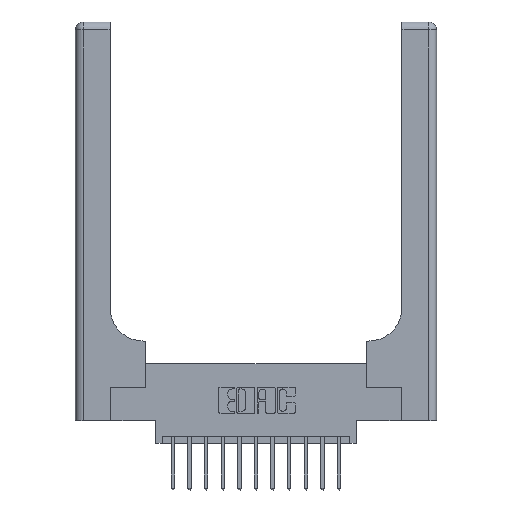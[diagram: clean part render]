
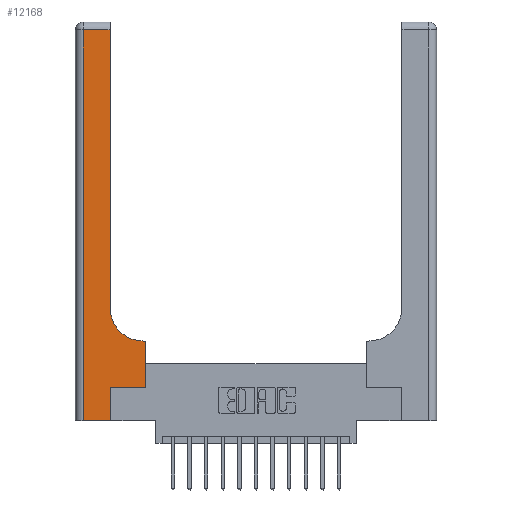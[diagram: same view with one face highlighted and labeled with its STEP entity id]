
A CAD part, top view. The second image highlights one B-rep face of the part: STEP entity #12168.
In plain terms, the highlighted planar face has unit normal (0, 0, 1).
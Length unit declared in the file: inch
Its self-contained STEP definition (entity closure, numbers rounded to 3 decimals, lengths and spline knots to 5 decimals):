
#365 = VERTEX_POINT ( 'NONE', #12008 ) ;
#417 = LINE ( 'NONE', #7816, #12083 ) ;
#644 = LINE ( 'NONE', #2160, #12405 ) ;
#675 = VERTEX_POINT ( 'NONE', #15359 ) ;
#1030 = DIRECTION ( 'NONE',  ( 1., 0., 0. ) ) ;
#1044 = DIRECTION ( 'NONE',  ( -1., 0., 0. ) ) ;
#1227 = DIRECTION ( 'NONE',  ( 0., 1., 0. ) ) ;
#1541 = LINE ( 'NONE', #10719, #7496 ) ;
#1634 = DIRECTION ( 'NONE',  ( 0., -1., 0. ) ) ;
#1637 = EDGE_LOOP ( 'NONE', ( #13286, #9065, #13065, #17107, #11546, #6695, #5741, #2755, #9162 ) ) ;
#1845 = LINE ( 'NONE', #7201, #14294 ) ;
#2160 = CARTESIAN_POINT ( 'NONE',  ( 0.265, 0.25, 0.37 ) ) ;
#2230 = CARTESIAN_POINT ( 'NONE',  ( 0.06, 0., 0.37 ) ) ;
#2349 = FACE_OUTER_BOUND ( 'NONE', #1637, .T. ) ;
#2438 = PLANE ( 'NONE',  #4726 ) ;
#2706 = VECTOR ( 'NONE', #1634, 39.37008 ) ;
#2755 = ORIENTED_EDGE ( 'NONE', *, *, #5273, .T. ) ;
#3675 = CARTESIAN_POINT ( 'NONE',  ( 0.265, 0., 0.37 ) ) ;
#3982 = AXIS2_PLACEMENT_3D ( 'NONE', #7467, #6173, #14028 ) ;
#4274 = CARTESIAN_POINT ( 'NONE',  ( 0.06, 3., 0.37 ) ) ;
#4324 = EDGE_CURVE ( 'NONE', #10977, #12583, #1541, .T. ) ;
#4726 = AXIS2_PLACEMENT_3D ( 'NONE', #12551, #16523, #7611 ) ;
#4781 = LINE ( 'NONE', #12919, #9933 ) ;
#4796 = CARTESIAN_POINT ( 'NONE',  ( 0., 2.94, 0.37 ) ) ;
#4961 = VERTEX_POINT ( 'NONE', #2230 ) ;
#5273 = EDGE_CURVE ( 'NONE', #12583, #8185, #1845, .T. ) ;
#5741 = ORIENTED_EDGE ( 'NONE', *, *, #4324, .T. ) ;
#6163 = CIRCLE ( 'NONE', #3982, 0.25 ) ;
#6173 = DIRECTION ( 'NONE',  ( 0., 0., -1. ) ) ;
#6227 = VERTEX_POINT ( 'NONE', #13494 ) ;
#6328 = LINE ( 'NONE', #4796, #7702 ) ;
#6583 = EDGE_CURVE ( 'NONE', #365, #4961, #9465, .T. ) ;
#6695 = ORIENTED_EDGE ( 'NONE', *, *, #15905, .T. ) ;
#7201 = CARTESIAN_POINT ( 'NONE',  ( 0.26, 0.6, 0.37 ) ) ;
#7467 = CARTESIAN_POINT ( 'NONE',  ( 0.51, 0.85, 0.37 ) ) ;
#7485 = VERTEX_POINT ( 'NONE', #9490 ) ;
#7496 = VECTOR ( 'NONE', #14712, 39.37008 ) ;
#7611 = DIRECTION ( 'NONE',  ( -1., 0., 0. ) ) ;
#7702 = VECTOR ( 'NONE', #1044, 39.37008 ) ;
#7816 = CARTESIAN_POINT ( 'NONE',  ( 0.26, 3., 0.37 ) ) ;
#7819 = DIRECTION ( 'NONE',  ( 0., 1., 0. ) ) ;
#8185 = VERTEX_POINT ( 'NONE', #10342 ) ;
#8517 = EDGE_CURVE ( 'NONE', #15658, #7485, #13131, .T. ) ;
#9065 = ORIENTED_EDGE ( 'NONE', *, *, #15603, .T. ) ;
#9162 = ORIENTED_EDGE ( 'NONE', *, *, #13880, .T. ) ;
#9465 = LINE ( 'NONE', #4274, #2706 ) ;
#9490 = CARTESIAN_POINT ( 'NONE',  ( 0.265, 0.25, 0.37 ) ) ;
#9894 = DIRECTION ( 'NONE',  ( -1., 0., 0. ) ) ;
#9933 = VECTOR ( 'NONE', #1030, 39.37008 ) ;
#10029 = DIRECTION ( 'NONE',  ( 1., 0., 0. ) ) ;
#10342 = CARTESIAN_POINT ( 'NONE',  ( 0.51, 0.6, 0.37 ) ) ;
#10657 = CARTESIAN_POINT ( 'NONE',  ( 0.265, 0., 0.37 ) ) ;
#10719 = CARTESIAN_POINT ( 'NONE',  ( 0.528, 0.25, 0.37 ) ) ;
#10977 = VERTEX_POINT ( 'NONE', #11963 ) ;
#11546 = ORIENTED_EDGE ( 'NONE', *, *, #8517, .T. ) ;
#11698 = VECTOR ( 'NONE', #7819, 39.37008 ) ;
#11963 = CARTESIAN_POINT ( 'NONE',  ( 0.528, 0.25, 0.37 ) ) ;
#12008 = CARTESIAN_POINT ( 'NONE',  ( 0.06, 2.94, 0.37 ) ) ;
#12083 = VECTOR ( 'NONE', #1227, 39.37008 ) ;
#12168 = ADVANCED_FACE ( 'NONE', ( #2349 ), #2438, .F. ) ;
#12289 = CARTESIAN_POINT ( 'NONE',  ( 0.528, 0.6, 0.37 ) ) ;
#12405 = VECTOR ( 'NONE', #10029, 39.37008 ) ;
#12551 = CARTESIAN_POINT ( 'NONE',  ( 0., 3., 0.37 ) ) ;
#12583 = VERTEX_POINT ( 'NONE', #12289 ) ;
#12830 = EDGE_CURVE ( 'NONE', #675, #6227, #417, .T. ) ;
#12919 = CARTESIAN_POINT ( 'NONE',  ( 0., 0., 0.37 ) ) ;
#13065 = ORIENTED_EDGE ( 'NONE', *, *, #6583, .T. ) ;
#13131 = LINE ( 'NONE', #3675, #11698 ) ;
#13286 = ORIENTED_EDGE ( 'NONE', *, *, #12830, .T. ) ;
#13494 = CARTESIAN_POINT ( 'NONE',  ( 0.26, 2.94, 0.37 ) ) ;
#13880 = EDGE_CURVE ( 'NONE', #8185, #675, #6163, .T. ) ;
#14028 = DIRECTION ( 'NONE',  ( 1., 0., 0. ) ) ;
#14090 = EDGE_CURVE ( 'NONE', #4961, #15658, #4781, .T. ) ;
#14294 = VECTOR ( 'NONE', #9894, 39.37008 ) ;
#14712 = DIRECTION ( 'NONE',  ( 0., 1., 0. ) ) ;
#15359 = CARTESIAN_POINT ( 'NONE',  ( 0.26, 0.85, 0.37 ) ) ;
#15603 = EDGE_CURVE ( 'NONE', #6227, #365, #6328, .T. ) ;
#15658 = VERTEX_POINT ( 'NONE', #10657 ) ;
#15905 = EDGE_CURVE ( 'NONE', #7485, #10977, #644, .T. ) ;
#16523 = DIRECTION ( 'NONE',  ( 0., 0., -1. ) ) ;
#17107 = ORIENTED_EDGE ( 'NONE', *, *, #14090, .T. ) ;
